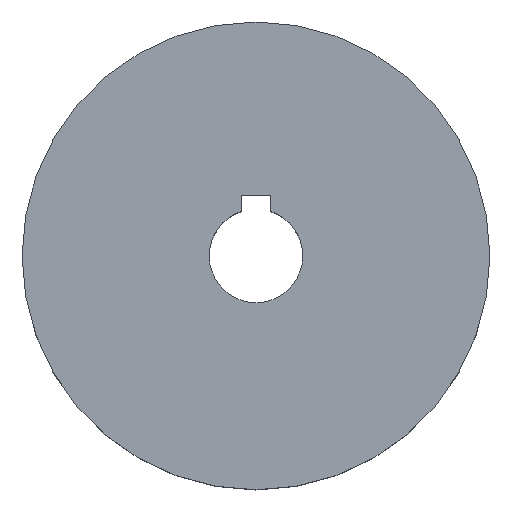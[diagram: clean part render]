
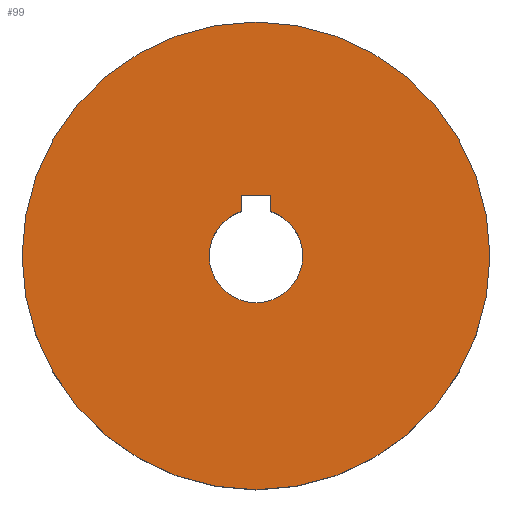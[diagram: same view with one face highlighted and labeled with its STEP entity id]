
A CAD part, top view. The second image highlights one B-rep face of the part: STEP entity #99.
In plain terms, the highlighted planar face has unit normal (0, 0, 1).
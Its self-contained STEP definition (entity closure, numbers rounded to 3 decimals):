
#1 = LINE ( 'NONE', #468, #316 ) ;
#9 = EDGE_LOOP ( 'NONE', ( #453, #322, #645, #336, #546, #141 ) ) ;
#19 = DIRECTION ( 'NONE',  ( 0., 0., -1. ) ) ;
#34 = CARTESIAN_POINT ( 'NONE',  ( 9.5, 0., 0. ) ) ;
#47 = LINE ( 'NONE', #314, #300 ) ;
#51 = DIRECTION ( 'NONE',  ( 1., 0., 0. ) ) ;
#59 = EDGE_CURVE ( 'NONE', #464, #276, #273, .T. ) ;
#72 = AXIS2_PLACEMENT_3D ( 'NONE', #668, #502, #279 ) ;
#80 = CARTESIAN_POINT ( 'NONE',  ( 3., 9.014, 0. ) ) ;
#81 = PLANE ( 'NONE',  #250 ) ;
#87 = LINE ( 'NONE', #104, #622 ) ;
#94 = VERTEX_POINT ( 'NONE', #188 ) ;
#99 = ADVANCED_FACE ( 'NONE', ( #600, #149 ), #81, .F. ) ;
#104 = CARTESIAN_POINT ( 'NONE',  ( 3., 9.014, 0. ) ) ;
#122 = CARTESIAN_POINT ( 'NONE',  ( 0., 0., 0. ) ) ;
#134 = EDGE_CURVE ( 'NONE', #367, #396, #1, .T. ) ;
#141 = ORIENTED_EDGE ( 'NONE', *, *, #485, .F. ) ;
#142 = CIRCLE ( 'NONE', #413, 9.5 ) ;
#149 = FACE_OUTER_BOUND ( 'NONE', #221, .T. ) ;
#153 = AXIS2_PLACEMENT_3D ( 'NONE', #707, #380, #51 ) ;
#155 = ORIENTED_EDGE ( 'NONE', *, *, #321, .T. ) ;
#161 = CARTESIAN_POINT ( 'NONE',  ( 0., 0., 0. ) ) ;
#173 = DIRECTION ( 'NONE',  ( 0., 1., 0. ) ) ;
#178 = DIRECTION ( 'NONE',  ( 1., 0., 0. ) ) ;
#188 = CARTESIAN_POINT ( 'NONE',  ( 3., 12.3, 0. ) ) ;
#218 = DIRECTION ( 'NONE',  ( 1., 0., 0. ) ) ;
#221 = EDGE_LOOP ( 'NONE', ( #155, #467 ) ) ;
#223 = AXIS2_PLACEMENT_3D ( 'NONE', #161, #552, #218 ) ;
#248 = CIRCLE ( 'NONE', #153, 9.5 ) ;
#250 = AXIS2_PLACEMENT_3D ( 'NONE', #682, #19, #341 ) ;
#253 = CARTESIAN_POINT ( 'NONE',  ( 47.5, 0., 0. ) ) ;
#257 = VERTEX_POINT ( 'NONE', #34 ) ;
#259 = DIRECTION ( 'NONE',  ( 0., 0., 1. ) ) ;
#263 = CARTESIAN_POINT ( 'NONE',  ( -3., 9.014, 0. ) ) ;
#273 = CIRCLE ( 'NONE', #72, 47.5 ) ;
#276 = VERTEX_POINT ( 'NONE', #253 ) ;
#278 = EDGE_CURVE ( 'NONE', #396, #94, #47, .T. ) ;
#279 = DIRECTION ( 'NONE',  ( 1., 0., 0. ) ) ;
#291 = VERTEX_POINT ( 'NONE', #647 ) ;
#300 = VECTOR ( 'NONE', #368, 1000. ) ;
#314 = CARTESIAN_POINT ( 'NONE',  ( -3., 12.3, 0. ) ) ;
#316 = VECTOR ( 'NONE', #173, 1000. ) ;
#321 = EDGE_CURVE ( 'NONE', #276, #464, #459, .T. ) ;
#322 = ORIENTED_EDGE ( 'NONE', *, *, #134, .T. ) ;
#327 = CARTESIAN_POINT ( 'NONE',  ( -47.5, 0., 0. ) ) ;
#336 = ORIENTED_EDGE ( 'NONE', *, *, #389, .T. ) ;
#341 = DIRECTION ( 'NONE',  ( -1., 0., 0. ) ) ;
#367 = VERTEX_POINT ( 'NONE', #263 ) ;
#368 = DIRECTION ( 'NONE',  ( 1., 0., 0. ) ) ;
#380 = DIRECTION ( 'NONE',  ( 0., 0., 1. ) ) ;
#389 = EDGE_CURVE ( 'NONE', #94, #686, #87, .T. ) ;
#396 = VERTEX_POINT ( 'NONE', #548 ) ;
#413 = AXIS2_PLACEMENT_3D ( 'NONE', #122, #512, #178 ) ;
#434 = EDGE_CURVE ( 'NONE', #367, #291, #248, .T. ) ;
#453 = ORIENTED_EDGE ( 'NONE', *, *, #434, .F. ) ;
#459 = CIRCLE ( 'NONE', #683, 47.5 ) ;
#464 = VERTEX_POINT ( 'NONE', #327 ) ;
#467 = ORIENTED_EDGE ( 'NONE', *, *, #59, .T. ) ;
#468 = CARTESIAN_POINT ( 'NONE',  ( -3., 9.014, 0. ) ) ;
#485 = EDGE_CURVE ( 'NONE', #291, #257, #590, .T. ) ;
#502 = DIRECTION ( 'NONE',  ( 0., 0., 1. ) ) ;
#512 = DIRECTION ( 'NONE',  ( 0., 0., 1. ) ) ;
#546 = ORIENTED_EDGE ( 'NONE', *, *, #553, .F. ) ;
#548 = CARTESIAN_POINT ( 'NONE',  ( -3., 12.3, 0. ) ) ;
#552 = DIRECTION ( 'NONE',  ( 0., 0., 1. ) ) ;
#553 = EDGE_CURVE ( 'NONE', #257, #686, #142, .T. ) ;
#590 = CIRCLE ( 'NONE', #223, 9.5 ) ;
#600 = FACE_BOUND ( 'NONE', #9, .T. ) ;
#603 = CARTESIAN_POINT ( 'NONE',  ( 0., 0., 0. ) ) ;
#604 = DIRECTION ( 'NONE',  ( 0., -1., 0. ) ) ;
#622 = VECTOR ( 'NONE', #604, 1000. ) ;
#645 = ORIENTED_EDGE ( 'NONE', *, *, #278, .T. ) ;
#647 = CARTESIAN_POINT ( 'NONE',  ( -9.5, 0., 0. ) ) ;
#651 = DIRECTION ( 'NONE',  ( 1., 0., 0. ) ) ;
#668 = CARTESIAN_POINT ( 'NONE',  ( 0., 0., 0. ) ) ;
#682 = CARTESIAN_POINT ( 'NONE',  ( 0., 47.5, 0. ) ) ;
#683 = AXIS2_PLACEMENT_3D ( 'NONE', #603, #259, #651 ) ;
#686 = VERTEX_POINT ( 'NONE', #80 ) ;
#707 = CARTESIAN_POINT ( 'NONE',  ( 0., 0., 0. ) ) ;
